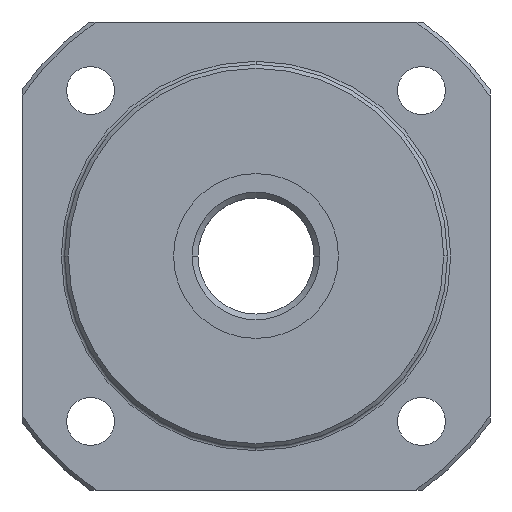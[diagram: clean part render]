
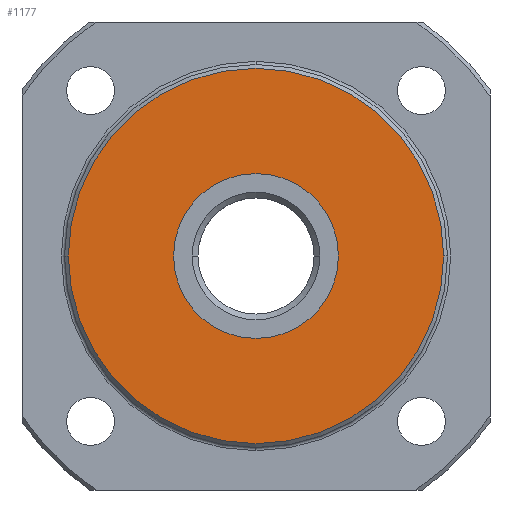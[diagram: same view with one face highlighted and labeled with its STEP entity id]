
A CAD part, left-side view. The second image highlights one B-rep face of the part: STEP entity #1177.
In plain terms, the highlighted planar face has unit normal (-1, 0, 0).
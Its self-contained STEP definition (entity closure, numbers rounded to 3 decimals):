
#831 = VERTEX_POINT( '', #2034 );
#891 = EDGE_CURVE( '', #831, #903, #2108, .T. );
#903 = VERTEX_POINT( '', #2121 );
#1169 = EDGE_CURVE( '', #1297, #1397, #2422, .T. );
#1177 = ADVANCED_FACE( '', ( #2430, #2431 ), #2432, .T. );
#1297 = VERTEX_POINT( '', #2564 );
#1393 = EDGE_CURVE( '', #1397, #1297, #2671, .T. );
#1397 = VERTEX_POINT( '', #2675 );
#1591 = EDGE_CURVE( '', #903, #831, #2897, .T. );
#2034 = CARTESIAN_POINT( '', ( 0., 7.75, 0. ) );
#2108 = CIRCLE( '', #3676, 7.75 );
#2121 = CARTESIAN_POINT( '', ( 0., -7.75, 0. ) );
#2422 = CIRCLE( '', #4175, 17.64 );
#2430 = FACE_BOUND( '', #4184, .T. );
#2431 = FACE_OUTER_BOUND( '', #4185, .T. );
#2432 = PLANE( '', #4186 );
#2564 = CARTESIAN_POINT( '', ( 0., -17.64, 0. ) );
#2671 = CIRCLE( '', #4550, 17.64 );
#2675 = CARTESIAN_POINT( '', ( 0., 17.64, 0. ) );
#2897 = CIRCLE( '', #4895, 7.75 );
#3676 = AXIS2_PLACEMENT_3D( '', #5579, #5580, #5581 );
#4175 = AXIS2_PLACEMENT_3D( '', #5974, #5975, #5976 );
#4184 = EDGE_LOOP( '', ( #5981, #5982 ) );
#4185 = EDGE_LOOP( '', ( #5983, #5984 ) );
#4186 = AXIS2_PLACEMENT_3D( '', #5985, #5986, #5987 );
#4550 = AXIS2_PLACEMENT_3D( '', #6240, #6241, #6242 );
#4895 = AXIS2_PLACEMENT_3D( '', #6518, #6519, #6520 );
#5579 = CARTESIAN_POINT( '', ( 0., 0., 0. ) );
#5580 = DIRECTION( '', ( -1., 0., 0. ) );
#5581 = DIRECTION( '', ( 0., 1., 0. ) );
#5974 = CARTESIAN_POINT( '', ( 0., 0., 0. ) );
#5975 = DIRECTION( '', ( -1., 0., 0. ) );
#5976 = DIRECTION( '', ( 0., 1., 0. ) );
#5981 = ORIENTED_EDGE( '', *, *, #891, .F. );
#5982 = ORIENTED_EDGE( '', *, *, #1591, .F. );
#5983 = ORIENTED_EDGE( '', *, *, #1393, .T. );
#5984 = ORIENTED_EDGE( '', *, *, #1169, .T. );
#5985 = CARTESIAN_POINT( '', ( 0., 12.695, 0. ) );
#5986 = DIRECTION( '', ( -1., 0., 0. ) );
#5987 = DIRECTION( '', ( 0., 1., 0. ) );
#6240 = CARTESIAN_POINT( '', ( 0., 0., 0. ) );
#6241 = DIRECTION( '', ( -1., 0., 0. ) );
#6242 = DIRECTION( '', ( 0., 1., 0. ) );
#6518 = CARTESIAN_POINT( '', ( 0., 0., 0. ) );
#6519 = DIRECTION( '', ( -1., 0., 0. ) );
#6520 = DIRECTION( '', ( 0., 1., 0. ) );
